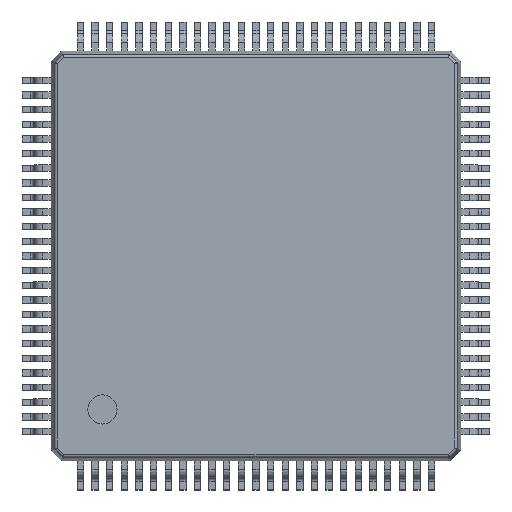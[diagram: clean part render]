
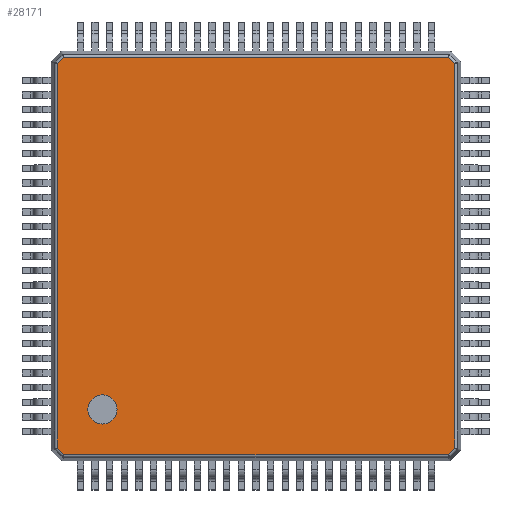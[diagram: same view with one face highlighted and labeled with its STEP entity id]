
A CAD part, top view. The second image highlights one B-rep face of the part: STEP entity #28171.
In plain terms, the highlighted planar face has unit normal (0, 0, 1).
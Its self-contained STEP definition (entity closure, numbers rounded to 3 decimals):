
#18351 = DIRECTION ( 'NONE',  ( 1., 0., 0. ) ) ;
#18352 = DIRECTION ( 'NONE',  ( 0., 0., 1. ) ) ;
#18353 = CARTESIAN_POINT ( 'NONE',  ( -5.25, -5.25, 1.6 ) ) ;
#18354 = AXIS2_PLACEMENT_3D ( 'NONE', #18353, #18352, #18351 ) ;
#18355 = CIRCLE ( 'NONE', #18354, 0.5 ) ;
#18356 = CARTESIAN_POINT ( 'NONE',  ( -4.75, -5.25, 1.6 ) ) ;
#18369 = CARTESIAN_POINT ( 'NONE',  ( -5.75, -5.25, 1.6 ) ) ;
#28171 = ADVANCED_FACE ( 'NONE', ( #46801, #46800 ), #46842, .T. ) ;
#28214 = ORIENTED_EDGE ( 'NONE', *, *, #28215, .T. ) ;
#28215 = EDGE_CURVE ( 'NONE', #28243, #28216, #46905, .T. ) ;
#28216 = VERTEX_POINT ( 'NONE', #46901 ) ;
#28217 = ORIENTED_EDGE ( 'NONE', *, *, #28218, .T. ) ;
#28218 = EDGE_CURVE ( 'NONE', #28216, #28219, #46963, .T. ) ;
#28219 = VERTEX_POINT ( 'NONE', #46959 ) ;
#28220 = ORIENTED_EDGE ( 'NONE', *, *, #28221, .T. ) ;
#28221 = EDGE_CURVE ( 'NONE', #28219, #28222, #46958, .T. ) ;
#28222 = VERTEX_POINT ( 'NONE', #46954 ) ;
#28223 = ORIENTED_EDGE ( 'NONE', *, *, #28224, .T. ) ;
#28224 = EDGE_CURVE ( 'NONE', #28222, #28225, #46953, .T. ) ;
#28225 = VERTEX_POINT ( 'NONE', #46949 ) ;
#28226 = ORIENTED_EDGE ( 'NONE', *, *, #28227, .T. ) ;
#28227 = EDGE_CURVE ( 'NONE', #28225, #28236, #46948, .T. ) ;
#28229 = EDGE_LOOP ( 'NONE', ( #28230, #28232 ) ) ;
#28230 = ORIENTED_EDGE ( 'NONE', *, *, #28231, .F. ) ;
#28231 = EDGE_CURVE ( 'NONE', #40419, #40431, #46944, .T. ) ;
#28232 = ORIENTED_EDGE ( 'NONE', *, *, #40421, .F. ) ;
#28233 = EDGE_LOOP ( 'NONE', ( #28234, #28238, #28241, #28214, #28217, #28220, #28223, #28226 ) ) ;
#28234 = ORIENTED_EDGE ( 'NONE', *, *, #28235, .T. ) ;
#28235 = EDGE_CURVE ( 'NONE', #28236, #28237, #46939, .T. ) ;
#28236 = VERTEX_POINT ( 'NONE', #46935 ) ;
#28237 = VERTEX_POINT ( 'NONE', #46934 ) ;
#28238 = ORIENTED_EDGE ( 'NONE', *, *, #28239, .T. ) ;
#28239 = EDGE_CURVE ( 'NONE', #28237, #28240, #46933, .T. ) ;
#28240 = VERTEX_POINT ( 'NONE', #46990 ) ;
#28241 = ORIENTED_EDGE ( 'NONE', *, *, #28242, .T. ) ;
#28242 = EDGE_CURVE ( 'NONE', #28240, #28243, #46989, .T. ) ;
#28243 = VERTEX_POINT ( 'NONE', #46985 ) ;
#40419 = VERTEX_POINT ( 'NONE', #18356 ) ;
#40421 = EDGE_CURVE ( 'NONE', #40431, #40419, #18355, .T. ) ;
#40431 = VERTEX_POINT ( 'NONE', #18369 ) ;
#46800 = FACE_OUTER_BOUND ( 'NONE', #28233, .T. ) ;
#46801 = FACE_BOUND ( 'NONE', #28229, .T. ) ;
#46838 = DIRECTION ( 'NONE',  ( 1., 0., 0. ) ) ;
#46839 = DIRECTION ( 'NONE',  ( 0., 0., 1. ) ) ;
#46840 = CARTESIAN_POINT ( 'NONE',  ( -7., -7., 1.6 ) ) ;
#46841 = AXIS2_PLACEMENT_3D ( 'NONE', #46840, #46839, #46838 ) ;
#46842 = PLANE ( 'NONE',  #46841 ) ;
#46901 = CARTESIAN_POINT ( 'NONE',  ( -6.8, 6.567, 1.6 ) ) ;
#46902 = DIRECTION ( 'NONE',  ( -0.707, -0.707, 0. ) ) ;
#46903 = VECTOR ( 'NONE', #46902, 1000. ) ;
#46904 = CARTESIAN_POINT ( 'NONE',  ( -13.683, -0.317, 1.6 ) ) ;
#46905 = LINE ( 'NONE', #46904, #46903 ) ;
#46932 = CARTESIAN_POINT ( 'NONE',  ( 6.683, 6.683, 1.6 ) ) ;
#46933 = LINE ( 'NONE', #46932, #46992 ) ;
#46934 = CARTESIAN_POINT ( 'NONE',  ( 6.8, 6.567, 1.6 ) ) ;
#46935 = CARTESIAN_POINT ( 'NONE',  ( 6.8, -6.567, 1.6 ) ) ;
#46936 = DIRECTION ( 'NONE',  ( 0., 1., 0. ) ) ;
#46937 = VECTOR ( 'NONE', #46936, 1000. ) ;
#46938 = CARTESIAN_POINT ( 'NONE',  ( 6.8, -7., 1.6 ) ) ;
#46939 = LINE ( 'NONE', #46938, #46937 ) ;
#46940 = DIRECTION ( 'NONE',  ( 1., 0., 0. ) ) ;
#46941 = DIRECTION ( 'NONE',  ( 0., 0., 1. ) ) ;
#46942 = CARTESIAN_POINT ( 'NONE',  ( -5.25, -5.25, 1.6 ) ) ;
#46943 = AXIS2_PLACEMENT_3D ( 'NONE', #46942, #46941, #46940 ) ;
#46944 = CIRCLE ( 'NONE', #46943, 0.5 ) ;
#46945 = DIRECTION ( 'NONE',  ( 0.707, 0.707, 0. ) ) ;
#46946 = VECTOR ( 'NONE', #46945, 1000. ) ;
#46947 = CARTESIAN_POINT ( 'NONE',  ( -0.317, -13.683, 1.6 ) ) ;
#46948 = LINE ( 'NONE', #46947, #46946 ) ;
#46949 = CARTESIAN_POINT ( 'NONE',  ( 6.567, -6.8, 1.6 ) ) ;
#46950 = DIRECTION ( 'NONE',  ( 1., 0., 0. ) ) ;
#46951 = VECTOR ( 'NONE', #46950, 1000. ) ;
#46952 = CARTESIAN_POINT ( 'NONE',  ( -7., -6.8, 1.6 ) ) ;
#46953 = LINE ( 'NONE', #46952, #46951 ) ;
#46954 = CARTESIAN_POINT ( 'NONE',  ( -6.567, -6.8, 1.6 ) ) ;
#46955 = DIRECTION ( 'NONE',  ( 0.707, -0.707, 0. ) ) ;
#46956 = VECTOR ( 'NONE', #46955, 1000. ) ;
#46957 = CARTESIAN_POINT ( 'NONE',  ( -6.683, -6.683, 1.6 ) ) ;
#46958 = LINE ( 'NONE', #46957, #46956 ) ;
#46959 = CARTESIAN_POINT ( 'NONE',  ( -6.8, -6.567, 1.6 ) ) ;
#46960 = DIRECTION ( 'NONE',  ( 0., -1., 0. ) ) ;
#46961 = VECTOR ( 'NONE', #46960, 1000. ) ;
#46962 = CARTESIAN_POINT ( 'NONE',  ( -6.8, -7., 1.6 ) ) ;
#46963 = LINE ( 'NONE', #46962, #46961 ) ;
#46985 = CARTESIAN_POINT ( 'NONE',  ( -6.567, 6.8, 1.6 ) ) ;
#46986 = DIRECTION ( 'NONE',  ( -1., 0., 0. ) ) ;
#46987 = VECTOR ( 'NONE', #46986, 1000. ) ;
#46988 = CARTESIAN_POINT ( 'NONE',  ( -7., 6.8, 1.6 ) ) ;
#46989 = LINE ( 'NONE', #46988, #46987 ) ;
#46990 = CARTESIAN_POINT ( 'NONE',  ( 6.567, 6.8, 1.6 ) ) ;
#46991 = DIRECTION ( 'NONE',  ( -0.707, 0.707, 0. ) ) ;
#46992 = VECTOR ( 'NONE', #46991, 1000. ) ;
